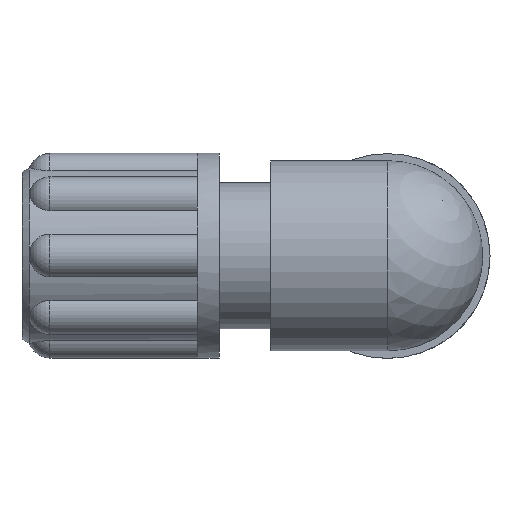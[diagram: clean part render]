
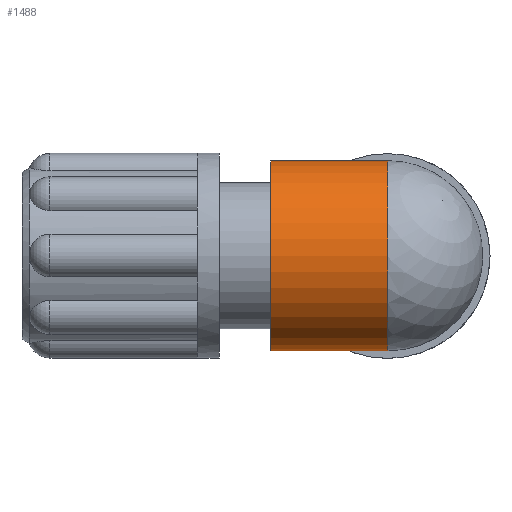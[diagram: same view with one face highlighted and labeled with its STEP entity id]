
A CAD part, top view. The second image highlights one B-rep face of the part: STEP entity #1488.
In plain terms, the highlighted cylindrical face has radius 6.5 mm (diameter 13 mm), a full revolution.
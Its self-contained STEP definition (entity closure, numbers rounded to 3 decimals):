
#192=FACE_OUTER_BOUND('',#292,.T.);
#292=EDGE_LOOP('',(#1346,#1347,#1348,#1349,#1350));
#299=ELLIPSE('',#1637,9.192,6.5);
#307=CIRCLE('',#1526,6.5);
#440=CIRCLE('',#1745,6.5);
#487=LINE('',#3081,#534);
#534=VECTOR('',#2267,6.5);
#544=VERTEX_POINT('',#2298);
#546=VERTEX_POINT('',#2301);
#678=VERTEX_POINT('',#3079);
#693=EDGE_CURVE('',#546,#544,#307,.T.);
#800=EDGE_CURVE('',#544,#546,#299,.T.);
#902=EDGE_CURVE('',#678,#678,#440,.T.);
#903=EDGE_CURVE('',#678,#544,#487,.T.);
#1346=ORIENTED_EDGE('',*,*,#902,.F.);
#1347=ORIENTED_EDGE('',*,*,#903,.T.);
#1348=ORIENTED_EDGE('',*,*,#800,.T.);
#1349=ORIENTED_EDGE('',*,*,#693,.T.);
#1350=ORIENTED_EDGE('',*,*,#903,.F.);
#1398=CYLINDRICAL_SURFACE('',#1744,6.5);
#1488=ADVANCED_FACE('',(#192),#1398,.T.);
#1526=AXIS2_PLACEMENT_3D('',#2302,#1784,#1785);
#1637=AXIS2_PLACEMENT_3D('',#2694,#2028,#2029);
#1744=AXIS2_PLACEMENT_3D('',#3078,#2263,#2264);
#1745=AXIS2_PLACEMENT_3D('',#3080,#2265,#2266);
#1784=DIRECTION('center_axis',(-1.,0.,0.));
#1785=DIRECTION('ref_axis',(0.,-1.,0.));
#2028=DIRECTION('center_axis',(-0.707,0.,0.707));
#2029=DIRECTION('ref_axis',(-0.707,0.,-0.707));
#2263=DIRECTION('center_axis',(-1.,0.,0.));
#2264=DIRECTION('ref_axis',(0.,-1.,0.));
#2265=DIRECTION('center_axis',(-1.,0.,0.));
#2266=DIRECTION('ref_axis',(0.,-1.,0.));
#2267=DIRECTION('',(1.,0.,0.));
#2298=CARTESIAN_POINT('',(0.,6.5,0.));
#2301=CARTESIAN_POINT('',(0.,-6.5,0.));
#2302=CARTESIAN_POINT('Origin',(0.,0.,0.));
#2694=CARTESIAN_POINT('Origin',(0.,0.,0.));
#3078=CARTESIAN_POINT('Origin',(0.,0.,0.));
#3079=CARTESIAN_POINT('',(-8.,6.5,0.));
#3080=CARTESIAN_POINT('Origin',(-8.,0.,0.));
#3081=CARTESIAN_POINT('',(0.,6.5,0.));
